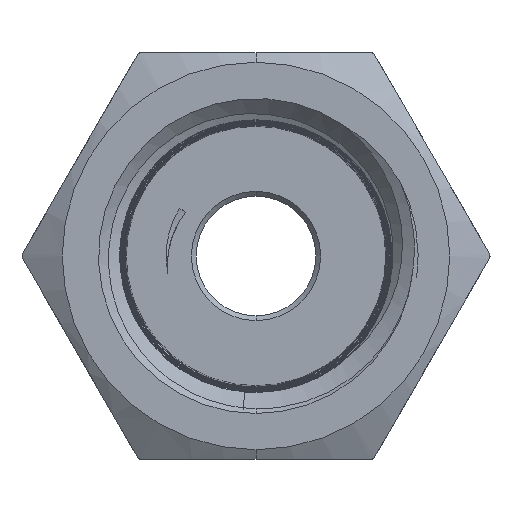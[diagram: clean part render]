
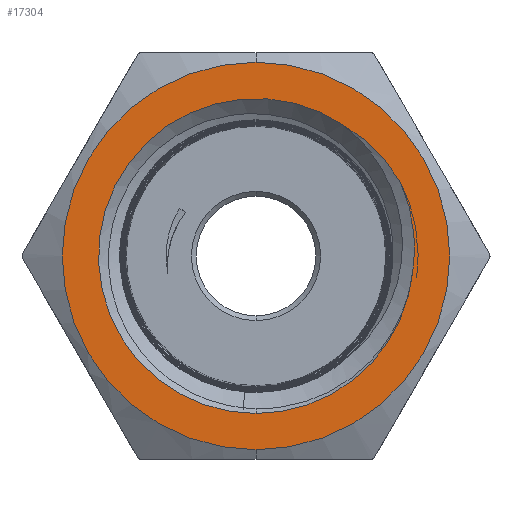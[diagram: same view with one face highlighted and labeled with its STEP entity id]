
A CAD part, front view. The second image highlights one B-rep face of the part: STEP entity #17304.
In plain terms, the highlighted planar face has unit normal (0, -1, 0).
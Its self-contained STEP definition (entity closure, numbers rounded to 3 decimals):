
#60 = VERTEX_POINT ( 'NONE', #15684 ) ;
#134 = ORIENTED_EDGE ( 'NONE', *, *, #11725, .F. ) ;
#196 = CIRCLE ( 'NONE', #2831, 6.585 ) ;
#410 = DIRECTION ( 'NONE',  ( 0., 1., 0. ) ) ;
#936 = EDGE_LOOP ( 'NONE', ( #8317, #7794, #4289, #2905 ) ) ;
#1314 = AXIS2_PLACEMENT_3D ( 'NONE', #16443, #8074, #17854 ) ;
#1477 = CARTESIAN_POINT ( 'NONE',  ( 6.451, -17.5, 1.896 ) ) ;
#1494 = CIRCLE ( 'NONE', #8799, 8.1 ) ;
#1776 = CARTESIAN_POINT ( 'NONE',  ( 5.188, -17.5, 4.245 ) ) ;
#2321 = FACE_BOUND ( 'NONE', #936, .T. ) ;
#2501 = EDGE_CURVE ( 'NONE', #11178, #18041, #11340, .T. ) ;
#2831 = AXIS2_PLACEMENT_3D ( 'NONE', #11972, #3621, #13376 ) ;
#2890 = CARTESIAN_POINT ( 'NONE',  ( 6.648, -17.5, 0.656 ) ) ;
#2905 = ORIENTED_EDGE ( 'NONE', *, *, #11880, .T. ) ;
#3198 = CARTESIAN_POINT ( 'NONE',  ( 5.732, -17.5, 3.572 ) ) ;
#3439 = PLANE ( 'NONE',  #13241 ) ;
#3621 = DIRECTION ( 'NONE',  ( 0., 1., 0. ) ) ;
#3637 = CARTESIAN_POINT ( 'NONE',  ( 0., -17.5, 8.1 ) ) ;
#3951 = EDGE_LOOP ( 'NONE', ( #8375, #134 ) ) ;
#4289 = ORIENTED_EDGE ( 'NONE', *, *, #6281, .T. ) ;
#4294 = CARTESIAN_POINT ( 'NONE',  ( 6.558, -17.5, -0.593 ) ) ;
#4526 = CARTESIAN_POINT ( 'NONE',  ( 4.581, -17.5, 4.852 ) ) ;
#4581 = CARTESIAN_POINT ( 'NONE',  ( 6.041, -17.5, 3.085 ) ) ;
#5701 = EDGE_CURVE ( 'NONE', #18041, #8805, #17714, .T. ) ;
#6231 = CARTESIAN_POINT ( 'NONE',  ( 0., -17.5, 0. ) ) ;
#6281 = EDGE_CURVE ( 'NONE', #8805, #12321, #13685, .T. ) ;
#7262 = DIRECTION ( 'NONE',  ( 0., 1., 0. ) ) ;
#7618 = DIRECTION ( 'NONE',  ( 0., 0., -1. ) ) ;
#7794 = ORIENTED_EDGE ( 'NONE', *, *, #5701, .T. ) ;
#8074 = DIRECTION ( 'NONE',  ( 0., 1., 0. ) ) ;
#8317 = ORIENTED_EDGE ( 'NONE', *, *, #2501, .T. ) ;
#8375 = ORIENTED_EDGE ( 'NONE', *, *, #14807, .F. ) ;
#8421 = CARTESIAN_POINT ( 'NONE',  ( 6.041, -17.5, 3.085 ) ) ;
#8719 = CARTESIAN_POINT ( 'NONE',  ( 4.13, -17.5, 5.202 ) ) ;
#8754 = CARTESIAN_POINT ( 'NONE',  ( 0., -17.5, 0. ) ) ;
#8799 = AXIS2_PLACEMENT_3D ( 'NONE', #15629, #7262, #17021 ) ;
#8805 = VERTEX_POINT ( 'NONE', #10490 ) ;
#9830 = CARTESIAN_POINT ( 'NONE',  ( 6.277, -17.5, 2.501 ) ) ;
#9945 = CARTESIAN_POINT ( 'NONE',  ( 6.558, -17.5, -0.593 ) ) ;
#10148 = CARTESIAN_POINT ( 'NONE',  ( 3.631, -17.5, 5.494 ) ) ;
#10175 = DIRECTION ( 'NONE',  ( 0., 0., -1. ) ) ;
#10490 = CARTESIAN_POINT ( 'NONE',  ( 6.041, -17.5, 3.085 ) ) ;
#11178 = VERTEX_POINT ( 'NONE', #11876 ) ;
#11243 = CARTESIAN_POINT ( 'NONE',  ( 6.517, -17.5, 1.585 ) ) ;
#11340 = CIRCLE ( 'NONE', #17240, 6.585 ) ;
#11541 = CARTESIAN_POINT ( 'NONE',  ( 5.379, -17.5, 4.028 ) ) ;
#11725 = EDGE_CURVE ( 'NONE', #60, #18058, #1494, .T. ) ;
#11876 = CARTESIAN_POINT ( 'NONE',  ( 0., -17.5, -6.585 ) ) ;
#11880 = EDGE_CURVE ( 'NONE', #12321, #11178, #196, .T. ) ;
#11972 = CARTESIAN_POINT ( 'NONE',  ( 0., -17.5, 0. ) ) ;
#11997 = CARTESIAN_POINT ( 'NONE',  ( 3.631, -17.5, 5.494 ) ) ;
#12321 = VERTEX_POINT ( 'NONE', #9945 ) ;
#12656 = CARTESIAN_POINT ( 'NONE',  ( 6.649, -17.5, 0.033 ) ) ;
#12955 = CARTESIAN_POINT ( 'NONE',  ( 5.894, -17.5, 3.334 ) ) ;
#13241 = AXIS2_PLACEMENT_3D ( 'NONE', #6231, #15994, #7618 ) ;
#13376 = DIRECTION ( 'NONE',  ( 0., 0., -1. ) ) ;
#13662 = CIRCLE ( 'NONE', #1314, 8.1 ) ;
#13685 = B_SPLINE_CURVE_WITH_KNOTS ( 'NONE', 3,
 ( #8421, #16777, #9830, #1477, #11243, #2890, #12656, #4294 ),
 .UNSPECIFIED., .F., .F.,
 ( 4, 2, 2, 4 ),
 ( 0., 0.001, 0.002, 0.004 ),
 .UNSPECIFIED. ) ;
#14807 = EDGE_CURVE ( 'NONE', #18058, #60, #13662, .T. ) ;
#15629 = CARTESIAN_POINT ( 'NONE',  ( 0., -17.5, 0. ) ) ;
#15684 = CARTESIAN_POINT ( 'NONE',  ( 0., -17.5, -8.1 ) ) ;
#15994 = DIRECTION ( 'NONE',  ( 0., -1., 0. ) ) ;
#16443 = CARTESIAN_POINT ( 'NONE',  ( 0., -17.5, 0. ) ) ;
#16696 = FACE_OUTER_BOUND ( 'NONE', #3951, .T. ) ;
#16777 = CARTESIAN_POINT ( 'NONE',  ( 6.17, -17.5, 2.797 ) ) ;
#17021 = DIRECTION ( 'NONE',  ( 0., 0., 1. ) ) ;
#17240 = AXIS2_PLACEMENT_3D ( 'NONE', #8754, #410, #10175 ) ;
#17304 = ADVANCED_FACE ( 'NONE', ( #2321, #16696 ), #3439, .T. ) ;
#17714 = B_SPLINE_CURVE_WITH_KNOTS ( 'NONE', 3,
 ( #10148, #8719, #4526, #1776, #11541, #3198, #12955, #4581 ),
 .UNSPECIFIED., .F., .F.,
 ( 4, 2, 2, 4 ),
 ( 0., 0.002, 0.003, 0.003 ),
 .UNSPECIFIED. ) ;
#17854 = DIRECTION ( 'NONE',  ( 0., 0., 1. ) ) ;
#18041 = VERTEX_POINT ( 'NONE', #11997 ) ;
#18058 = VERTEX_POINT ( 'NONE', #3637 ) ;
